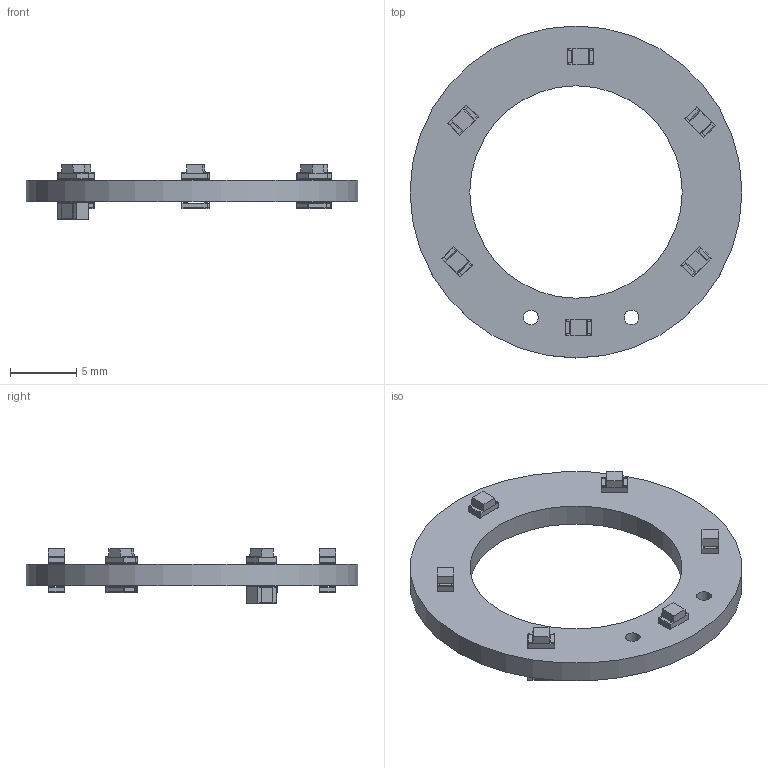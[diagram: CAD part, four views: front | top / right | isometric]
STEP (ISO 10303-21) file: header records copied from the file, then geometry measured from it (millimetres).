
FILE_DESCRIPTION(('KiCad electronic assembly'),'2;1');
FILE_NAME('dt_mini_pcb_model.STEP','2025-03-10T21:55:56',('Pcbnew'),( 'Kicad'),'Open CASCADE STEP processor 7.7','KiCad to STEP converter' ,'Unknown');
FILE_SCHEMA(('AUTOMOTIVE_DESIGN { 1 0 10303 214 1 1 1 1 }'));
Length unit declared in the file: millimetre
Products named in the file (8): dt_mini_pcb_model 1; LED_0805_2012Metric; C_0805_2012Metric; R_0805_2012Metric; dt_mini_pcb_PCB
Assembly tree (16 placements, depth 3):
  dt_mini_pcb_model 1
    LED_0805_2012Metric  x6
      LED_0805_2012Metric
    C_0805_2012Metric
      C_0805_2012Metric
    R_0805_2012Metric  x5
      R_0805_2012Metric
    dt_mini_pcb_PCB
Bounding box: 25 x 25 x 4.1 mm (x, y, z)
Volume: 494.4 mm3; surface area: 917.6 mm2
Topology: 13 solids, 13 shells, 464 faces, 1222 edges, 792 vertices
Faces by surface type: plane 360, cylinder 104
Full cylindrical faces by diameter (mm): 1.1 x2, 16 x1, 25 x1
Entity records: 4297 total; most frequent: DIRECTION 603, CARTESIAN_POINT 598, ORIENTED_EDGE 570, EDGE_CURVE 285, LINE 221, VECTOR 221, AXIS2_PLACEMENT_3D 191, VERTEX_POINT 186
